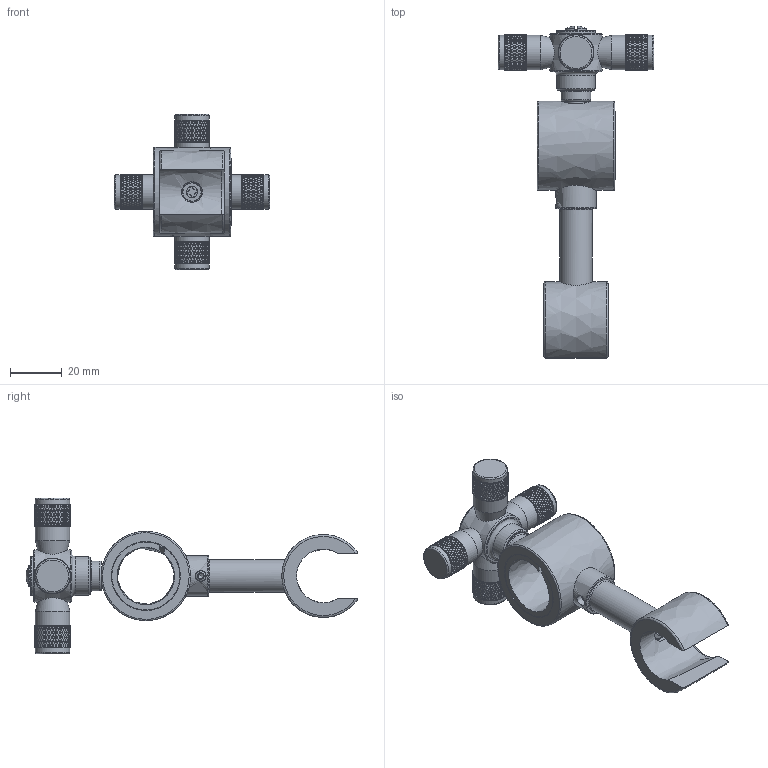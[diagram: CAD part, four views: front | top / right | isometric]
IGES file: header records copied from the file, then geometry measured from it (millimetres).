
Global section: file name: V771-XK; native system: Autodesk Inventor 2018; preprocessor: unknown; author: gwilkes; date: 20180228.113726; units: millimetre
Bounding box: 60 x 128.2 x 60 mm (x, y, z)
Volume: 45505.2 mm3; surface area: 32352.6 mm2
Topology: 22 solids, 22 shells, 8170 faces, 17667 edges, 9571 vertices
Faces by surface type: bspline 8170
